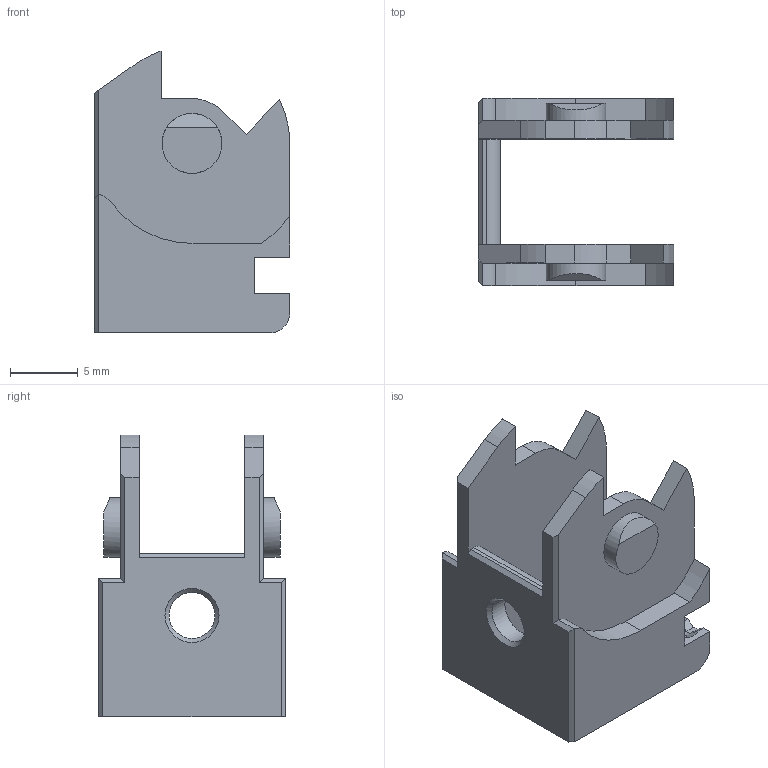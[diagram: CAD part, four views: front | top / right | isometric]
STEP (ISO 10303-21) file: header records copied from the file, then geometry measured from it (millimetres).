
FILE_DESCRIPTION(/* description */ ('','CAx-IF Rec.Pracs.---Representation and Presentation of Product Manufacturing Information (PMI)---4.0---2014-10-13'),/* implementation_level */ '2;1');
FILE_NAME(/* name */ 'z_anchor_frame_x1 Geometry.step',/* time_stamp */ '2025-01-06T18:41:45-05:00',/* author */ (''),/* organization */ (''),/* preprocessor_version */ 'ST-DEVELOPER v20',/* originating_system */ 'Autodesk Translation Framework v13.20.0.188',/* authorisation */ '');
FILE_SCHEMA (('AP242_MANAGED_MODEL_BASED_3D_ENGINEERING_MIM_LF { 1 0 10303 442 1 1 4 }'));
Length unit declared in the file: millimetre
Products named in the file (1): z_anchor_frame_x1 Geometry
Bounding box: 14.47 x 13.81 x 20.83 mm (x, y, z)
Volume: 1169.9 mm3; surface area: 1558.9 mm2
Topology: 1 solids, 1 shells, 82 faces, 231 edges, 153 vertices
Faces by surface type: plane 59, cylinder 18, cone 5
Full cylindrical faces by diameter (mm): 3.4 x1, 4.425 x2
Entity records: 2702 total; most frequent: CARTESIAN_POINT 491, ORIENTED_EDGE 462, DIRECTION 448, EDGE_CURVE 231, LINE 164, VECTOR 164, VERTEX_POINT 153, AXIS2_PLACEMENT_3D 142
